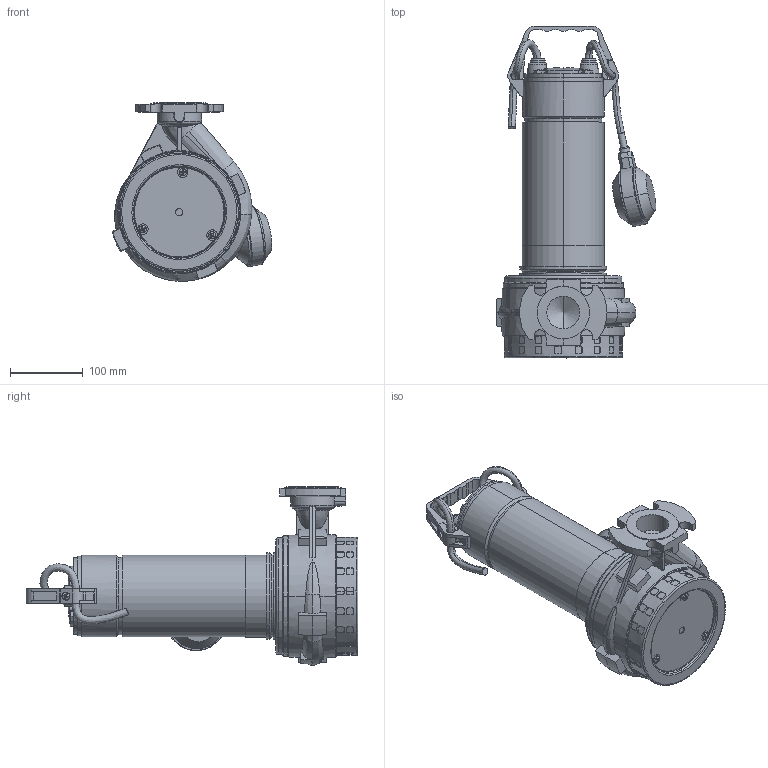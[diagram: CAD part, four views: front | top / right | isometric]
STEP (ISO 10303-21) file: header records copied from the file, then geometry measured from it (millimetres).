
FILE_DESCRIPTION (( 'STEP AP203' ), '1' );
FILE_NAME ('10018176swa00.step', '2023-06-20T14:46:06', ( '' ), ( '' ), 'SwSTEP 2.0', 'SolidWorks 2020', '' );
FILE_SCHEMA (( 'CONFIG_CONTROL_DESIGN' ));
Length unit declared in the file: millimetre
Products named in the file (17): 10018176swa00; Copia di 4_92_125_semplificato^Copia di Coperchio monofase_10018176swa00; Copia di Vite_TCB_M5x201^Copia di Coperchio monofase_10018176swa00; Copia di Vite_TCB+_M5x10_UNI_7687_semplificato^10018176swa00; Copia di 4_92_127-L22_semplificato^Copia di Coperchio monofase_10018176swa00; Copia di MAC3_small 2C+T_GM10_467264_1^Copia di Coperchio monofase_10018176swa00; Copia di 3_92_128_semplificato_fori2^Copia di Coperchio monofase_10018176swa00; Copia di 1_65_107_REV00_semplificato^10018176swa00; 3_92_153_L285_SEMPLIFICATO; Copia di 4_93_581_06_REV00^Copia di Coperchio monofase_10018176swa00; Copia di Coperchio monofase^10018176swa00; Copia di 3_92_151_semplificato^Copia di Coperchio monofase_10018176swa00; Copia di 3_92_152-11_5_semplificato^Copia di Coperchio monofase_10018176swa00; Copia di 3_65_404_semplificato^10018176swa00; Copia di M6x35_UNI_5933_ingombro^10018176swa00; Copia di 3_65_417_semplificato^10018176swa00; Copia di 3_65_405_semplificato^10018176swa00
Assembly tree (27 placements, depth 3):
  10018176swa00
    Copia di 3_65_417_semplificato^10018176swa00
    Copia di 3_65_405_semplificato^10018176swa00
    3_92_153_L285_SEMPLIFICATO
    Copia di M6x35_UNI_5933_ingombro^10018176swa00  x4
    Copia di 1_65_107_REV00_semplificato^10018176swa00
    Copia di 3_65_404_semplificato^10018176swa00
    Copia di Vite_TCB+_M5x10_UNI_7687_semplificato^10018176swa00  x3
    Copia di Coperchio monofase^10018176swa00
      Copia di 4_93_581_06_REV00^Copia di Coperchio monofase_10018176swa00
      Copia di 3_92_128_semplificato_fori2^Copia di Coperchio monofase_10018176swa00
      Copia di 4_92_125_semplificato^Copia di Coperchio monofase_10018176swa00  x4
      Copia di 4_92_127-L22_semplificato^Copia di Coperchio monofase_10018176swa00  x2
      Copia di 3_92_151_semplificato^Copia di Coperchio monofase_10018176swa00
      Copia di 3_92_152-11_5_semplificato^Copia di Coperchio monofase_10018176swa00  x2
      Copia di MAC3_small 2C+T_GM10_467264_1^Copia di Coperchio monofase_10018176swa00
      Copia di Vite_TCB_M5x201^Copia di Coperchio monofase_10018176swa00  x2
Bounding box: 219 x 455.2 x 244.75 mm (x, y, z)
Volume: 5725753.4 mm3; surface area: 505915.9 mm2
Topology: 30 solids, 30 shells, 1453 faces, 3758 edges, 2436 vertices
Faces by surface type: plane 709, cylinder 478, bspline 138, cone 105, torus 17, sphere 6
Entity records: 77198 total; most frequent: CARTESIAN_POINT 47942, ORIENTED_EDGE 5988, DIRECTION 5141, EDGE_CURVE 2994, VERTEX_POINT 1963, AXIS2_PLACEMENT_3D 1847, VECTOR 1447, LINE 1447
